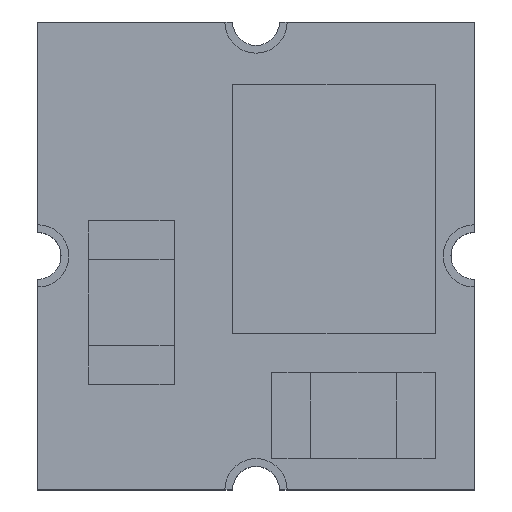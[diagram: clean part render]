
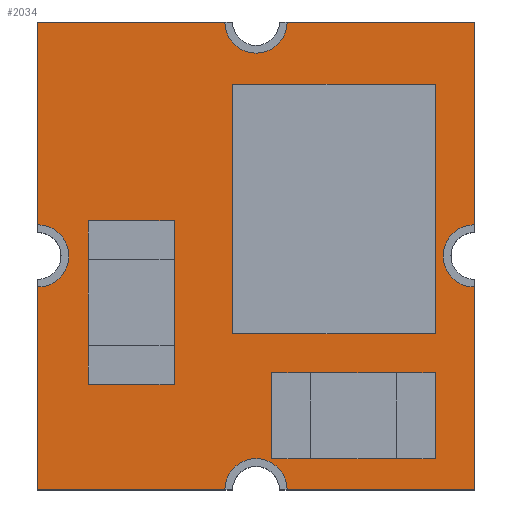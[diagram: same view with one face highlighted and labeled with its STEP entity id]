
A CAD part, top view. The second image highlights one B-rep face of the part: STEP entity #2034.
In plain terms, the highlighted planar face has unit normal (0, 0, 1).
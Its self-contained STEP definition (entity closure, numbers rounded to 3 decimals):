
#68=PLANE('',#2199);
#195=FACE_OUTER_BOUND('',#330,.T.);
#330=EDGE_LOOP('',(#1511,#1512,#1513,#1514,#1515,#1516,#1517,#1518,#1519,
#1520,#1521,#1522));
#452=CIRCLE('',#2179,0.2);
#454=CIRCLE('',#2182,0.2);
#456=CIRCLE('',#2185,0.2);
#458=CIRCLE('',#2188,0.2);
#484=LINE('',#2951,#739);
#489=LINE('',#2960,#744);
#490=LINE('',#2962,#745);
#494=LINE('',#2969,#749);
#495=LINE('',#2971,#750);
#499=LINE('',#2978,#754);
#502=LINE('',#2983,#757);
#503=LINE('',#2985,#758);
#739=VECTOR('',#2373,1.3);
#744=VECTOR('',#2380,1.3);
#745=VECTOR('',#2383,1.2);
#749=VECTOR('',#2389,1.2);
#750=VECTOR('',#2392,1.3);
#754=VECTOR('',#2398,1.3);
#757=VECTOR('',#2405,1.2);
#758=VECTOR('',#2408,1.2);
#986=VERTEX_POINT('',#2914);
#988=VERTEX_POINT('',#2917);
#990=VERTEX_POINT('',#2923);
#992=VERTEX_POINT('',#2926);
#994=VERTEX_POINT('',#2932);
#996=VERTEX_POINT('',#2935);
#998=VERTEX_POINT('',#2941);
#1000=VERTEX_POINT('',#2944);
#1002=VERTEX_POINT('',#2950);
#1005=VERTEX_POINT('',#2958);
#1007=VERTEX_POINT('',#2967);
#1009=VERTEX_POINT('',#2976);
#1173=EDGE_CURVE('',#988,#986,#452,.T.);
#1177=EDGE_CURVE('',#992,#990,#454,.T.);
#1181=EDGE_CURVE('',#996,#994,#456,.T.);
#1185=EDGE_CURVE('',#1000,#998,#458,.T.);
#1188=EDGE_CURVE('',#1002,#988,#484,.T.);
#1193=EDGE_CURVE('',#986,#1005,#489,.T.);
#1194=EDGE_CURVE('',#1005,#992,#490,.T.);
#1198=EDGE_CURVE('',#990,#1007,#494,.T.);
#1199=EDGE_CURVE('',#1007,#996,#495,.T.);
#1203=EDGE_CURVE('',#994,#1009,#499,.T.);
#1206=EDGE_CURVE('',#1009,#1000,#502,.T.);
#1207=EDGE_CURVE('',#998,#1002,#503,.T.);
#1511=ORIENTED_EDGE('',*,*,#1173,.T.);
#1512=ORIENTED_EDGE('',*,*,#1193,.T.);
#1513=ORIENTED_EDGE('',*,*,#1194,.T.);
#1514=ORIENTED_EDGE('',*,*,#1177,.T.);
#1515=ORIENTED_EDGE('',*,*,#1198,.T.);
#1516=ORIENTED_EDGE('',*,*,#1199,.T.);
#1517=ORIENTED_EDGE('',*,*,#1181,.T.);
#1518=ORIENTED_EDGE('',*,*,#1203,.T.);
#1519=ORIENTED_EDGE('',*,*,#1206,.T.);
#1520=ORIENTED_EDGE('',*,*,#1185,.T.);
#1521=ORIENTED_EDGE('',*,*,#1207,.T.);
#1522=ORIENTED_EDGE('',*,*,#1188,.T.);
#2034=ADVANCED_FACE('',(#195),#68,.T.);
#2179=AXIS2_PLACEMENT_3D('',#2918,#2342,#2343);
#2182=AXIS2_PLACEMENT_3D('',#2927,#2350,#2351);
#2185=AXIS2_PLACEMENT_3D('',#2936,#2358,#2359);
#2188=AXIS2_PLACEMENT_3D('',#2945,#2366,#2367);
#2199=AXIS2_PLACEMENT_3D('',#2986,#2409,#2410);
#2342=DIRECTION('center_axis',(0.,0.,-1.));
#2343=DIRECTION('ref_axis',(0.,1.,0.));
#2350=DIRECTION('center_axis',(0.,0.,-1.));
#2351=DIRECTION('ref_axis',(-1.,0.,0.));
#2358=DIRECTION('center_axis',(0.,0.,-1.));
#2359=DIRECTION('ref_axis',(0.,-1.,0.));
#2366=DIRECTION('center_axis',(0.,0.,-1.));
#2367=DIRECTION('ref_axis',(1.,0.,0.));
#2373=DIRECTION('',(0.,1.,0.));
#2380=DIRECTION('',(0.,1.,0.));
#2383=DIRECTION('',(-1.,0.,0.));
#2389=DIRECTION('',(-1.,0.,0.));
#2392=DIRECTION('',(0.,-1.,0.));
#2398=DIRECTION('',(0.,-1.,0.));
#2405=DIRECTION('',(1.,0.,0.));
#2408=DIRECTION('',(1.,0.,0.));
#2409=DIRECTION('center_axis',(0.,0.,1.));
#2410=DIRECTION('ref_axis',(0.,1.,0.));
#2914=CARTESIAN_POINT('',(1.4,0.2,0.76));
#2917=CARTESIAN_POINT('',(1.4,-0.2,0.76));
#2918=CARTESIAN_POINT('Origin',(1.4,0.,0.76));
#2923=CARTESIAN_POINT('',(-0.2,1.5,0.76));
#2926=CARTESIAN_POINT('',(0.2,1.5,0.76));
#2927=CARTESIAN_POINT('Origin',(0.,1.5,0.76));
#2932=CARTESIAN_POINT('',(-1.4,-0.2,0.76));
#2935=CARTESIAN_POINT('',(-1.4,0.2,0.76));
#2936=CARTESIAN_POINT('Origin',(-1.4,0.,0.76));
#2941=CARTESIAN_POINT('',(0.2,-1.5,0.76));
#2944=CARTESIAN_POINT('',(-0.2,-1.5,0.76));
#2945=CARTESIAN_POINT('Origin',(0.,-1.5,0.76));
#2950=CARTESIAN_POINT('',(1.4,-1.5,0.76));
#2951=CARTESIAN_POINT('',(1.4,1.5,0.76));
#2958=CARTESIAN_POINT('',(1.4,1.5,0.76));
#2960=CARTESIAN_POINT('',(1.4,1.5,0.76));
#2962=CARTESIAN_POINT('',(-1.4,1.5,0.76));
#2967=CARTESIAN_POINT('',(-1.4,1.5,0.76));
#2969=CARTESIAN_POINT('',(-1.4,1.5,0.76));
#2971=CARTESIAN_POINT('',(-1.4,-1.5,0.76));
#2976=CARTESIAN_POINT('',(-1.4,-1.5,0.76));
#2978=CARTESIAN_POINT('',(-1.4,-1.5,0.76));
#2983=CARTESIAN_POINT('',(1.4,-1.5,0.76));
#2985=CARTESIAN_POINT('',(1.4,-1.5,0.76));
#2986=CARTESIAN_POINT('Origin',(0.,0.,0.76));
